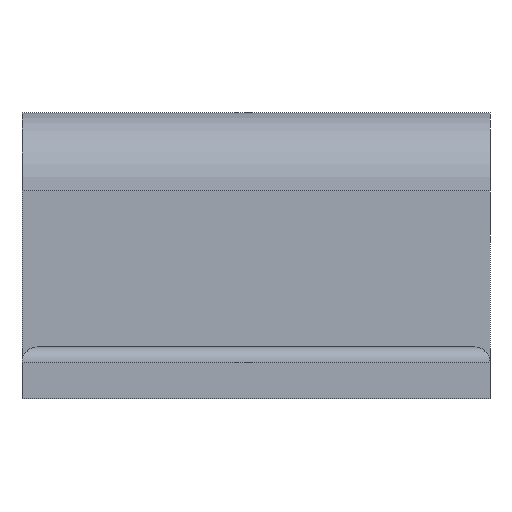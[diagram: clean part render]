
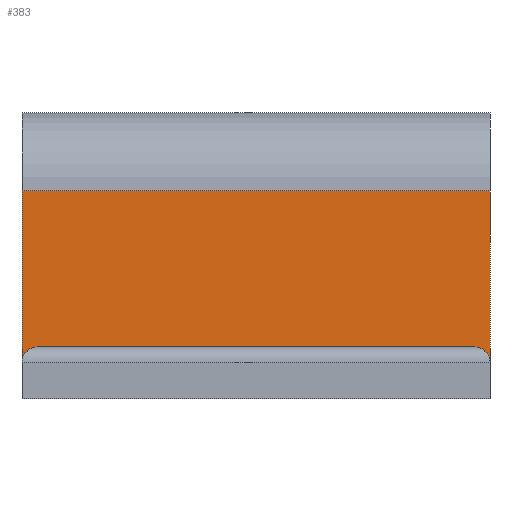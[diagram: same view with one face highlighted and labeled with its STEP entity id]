
A CAD part, left-side view. The second image highlights one B-rep face of the part: STEP entity #383.
In plain terms, the highlighted planar face has unit normal (-1, 0, 0).
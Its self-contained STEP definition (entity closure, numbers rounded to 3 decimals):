
#103 = VERTEX_POINT('',#104);
#104 = CARTESIAN_POINT('',(-15.,-45.,40.));
#111 = EDGE_CURVE('',#112,#103,#114,.T.);
#112 = VERTEX_POINT('',#113);
#113 = CARTESIAN_POINT('',(-15.,-45.,10.));
#114 = LINE('',#115,#116);
#115 = CARTESIAN_POINT('',(-15.,-45.,10.));
#116 = VECTOR('',#117,1.);
#117 = DIRECTION('',(0.,0.,1.));
#119 = EDGE_CURVE('',#112,#120,#122,.T.);
#120 = VERTEX_POINT('',#121);
#121 = CARTESIAN_POINT('',(-15.,-45.,7.));
#122 = LINE('',#123,#124);
#123 = CARTESIAN_POINT('',(-15.,-45.,13.914));
#124 = VECTOR('',#125,1.);
#125 = DIRECTION('',(-0.,-0.,-1.));
#264 = VERTEX_POINT('',#265);
#265 = CARTESIAN_POINT('',(-15.,45.,7.));
#271 = EDGE_CURVE('',#272,#264,#274,.T.);
#272 = VERTEX_POINT('',#273);
#273 = CARTESIAN_POINT('',(-15.,45.,10.));
#274 = LINE('',#275,#276);
#275 = CARTESIAN_POINT('',(-15.,45.,13.914));
#276 = VECTOR('',#277,1.);
#277 = DIRECTION('',(0.,0.,-1.));
#279 = EDGE_CURVE('',#272,#280,#282,.T.);
#280 = VERTEX_POINT('',#281);
#281 = CARTESIAN_POINT('',(-15.,45.,40.));
#282 = LINE('',#283,#284);
#283 = CARTESIAN_POINT('',(-15.,45.,10.));
#284 = VECTOR('',#285,1.);
#285 = DIRECTION('',(0.,0.,1.));
#364 = EDGE_CURVE('',#365,#120,#367,.T.);
#365 = VERTEX_POINT('',#366);
#366 = CARTESIAN_POINT('',(-15.,-42.,10.));
#367 = CIRCLE('',#368,3.);
#368 = AXIS2_PLACEMENT_3D('',#369,#370,#371);
#369 = CARTESIAN_POINT('',(-15.,-42.,7.));
#370 = DIRECTION('',(1.,0.,-0.));
#371 = DIRECTION('',(0.,0.,1.));
#383 = ADVANCED_FACE('',(#384),#412,.F.);
#384 = FACE_BOUND('',#385,.F.);
#385 = EDGE_LOOP('',(#386,#394,#401,#402,#403,#409,#410,#411));
#386 = ORIENTED_EDGE('',*,*,#387,.F.);
#387 = EDGE_CURVE('',#388,#365,#390,.T.);
#388 = VERTEX_POINT('',#389);
#389 = CARTESIAN_POINT('',(-15.,42.,10.));
#390 = LINE('',#391,#392);
#391 = CARTESIAN_POINT('',(-15.,45.,10.));
#392 = VECTOR('',#393,1.);
#393 = DIRECTION('',(0.,-1.,0.));
#394 = ORIENTED_EDGE('',*,*,#395,.T.);
#395 = EDGE_CURVE('',#388,#264,#396,.T.);
#396 = CIRCLE('',#397,3.);
#397 = AXIS2_PLACEMENT_3D('',#398,#399,#400);
#398 = CARTESIAN_POINT('',(-15.,42.,7.));
#399 = DIRECTION('',(-1.,0.,0.));
#400 = DIRECTION('',(0.,0.,-1.));
#401 = ORIENTED_EDGE('',*,*,#271,.F.);
#402 = ORIENTED_EDGE('',*,*,#279,.T.);
#403 = ORIENTED_EDGE('',*,*,#404,.T.);
#404 = EDGE_CURVE('',#280,#103,#405,.T.);
#405 = LINE('',#406,#407);
#406 = CARTESIAN_POINT('',(-15.,45.,40.));
#407 = VECTOR('',#408,1.);
#408 = DIRECTION('',(0.,-1.,0.));
#409 = ORIENTED_EDGE('',*,*,#111,.F.);
#410 = ORIENTED_EDGE('',*,*,#119,.T.);
#411 = ORIENTED_EDGE('',*,*,#364,.F.);
#412 = PLANE('',#413);
#413 = AXIS2_PLACEMENT_3D('',#414,#415,#416);
#414 = CARTESIAN_POINT('',(-15.,45.,10.));
#415 = DIRECTION('',(1.,0.,0.));
#416 = DIRECTION('',(0.,-1.,0.));
